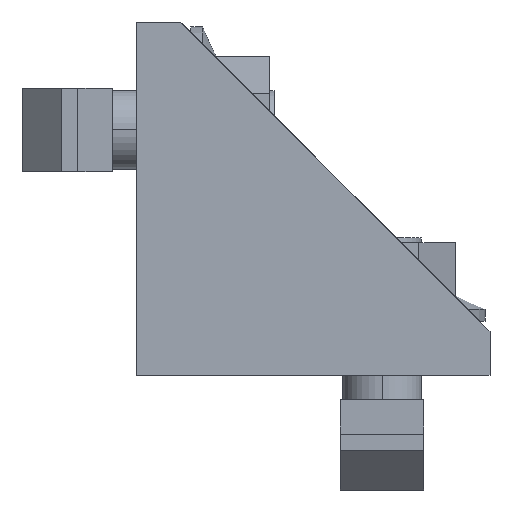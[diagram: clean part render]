
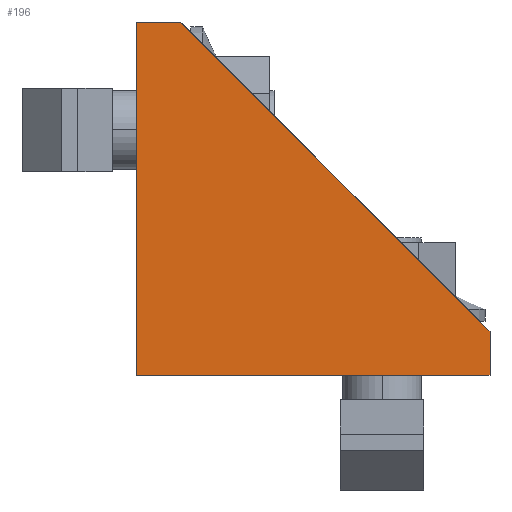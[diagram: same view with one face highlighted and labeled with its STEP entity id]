
A CAD part, left-side view. The second image highlights one B-rep face of the part: STEP entity #196.
In plain terms, the highlighted planar face has unit normal (-1, 0, 0).
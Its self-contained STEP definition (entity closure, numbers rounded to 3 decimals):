
#196=ADVANCED_FACE('',(#314),#315,.T.);
#314=FACE_OUTER_BOUND('',#499,.T.);
#315=PLANE('',#500);
#499=EDGE_LOOP('',(#844,#845,#846,#847,#848));
#500=AXIS2_PLACEMENT_3D('',#849,#850,#851);
#844=ORIENTED_EDGE('',*,*,#1326,.T.);
#845=ORIENTED_EDGE('',*,*,#1402,.T.);
#846=ORIENTED_EDGE('',*,*,#1398,.T.);
#847=ORIENTED_EDGE('',*,*,#1403,.F.);
#848=ORIENTED_EDGE('',*,*,#1377,.F.);
#849=CARTESIAN_POINT('',(-19.0,0.0,0.0));
#850=DIRECTION('',(-1.0,0.,0.0));
#851=DIRECTION('',(0.0,0.0,1.0));
#1326=EDGE_CURVE('',#1544,#1545,#1546,.T.);
#1377=EDGE_CURVE('',#1544,#1634,#1635,.T.);
#1398=EDGE_CURVE('',#1666,#1667,#1668,.T.);
#1402=EDGE_CURVE('',#1545,#1666,#1672,.T.);
#1403=EDGE_CURVE('',#1634,#1667,#1673,.T.);
#1544=VERTEX_POINT('',#1906);
#1545=VERTEX_POINT('',#1907);
#1546=LINE('',#1908,#1909);
#1634=VERTEX_POINT('',#2047);
#1635=LINE('',#2048,#2049);
#1666=VERTEX_POINT('',#2100);
#1667=VERTEX_POINT('',#2101);
#1668=LINE('',#2102,#2103);
#1672=LINE('',#2110,#2111);
#1673=LINE('',#2112,#2113);
#1906=CARTESIAN_POINT('',(-19.0,0.0,0.0));
#1907=CARTESIAN_POINT('',(-19.0,-36.0,0.0));
#1908=CARTESIAN_POINT('',(-19.0,0.0,0.0));
#1909=VECTOR('',#2590,36.0);
#2047=CARTESIAN_POINT('',(-19.0,0.0,36.0));
#2048=CARTESIAN_POINT('',(-19.0,0.0,0.0));
#2049=VECTOR('',#2641,36.0);
#2100=CARTESIAN_POINT('',(-19.0,-36.0,4.5));
#2101=CARTESIAN_POINT('',(-19.0,-4.5,36.0));
#2102=CARTESIAN_POINT('',(-19.0,-36.0,4.5));
#2103=VECTOR('',#2662,44.548);
#2110=CARTESIAN_POINT('',(-19.0,-36.0,0.0));
#2111=VECTOR('',#2666,4.5);
#2112=CARTESIAN_POINT('',(-19.0,0.0,36.0));
#2113=VECTOR('',#2667,4.5);
#2590=DIRECTION('',(0.,-1.0,0.0));
#2641=DIRECTION('',(0.0,0.0,1.0));
#2662=DIRECTION('',(0.,0.707,0.707));
#2666=DIRECTION('',(0.0,0.0,1.0));
#2667=DIRECTION('',(0.,-1.0,0.0));
